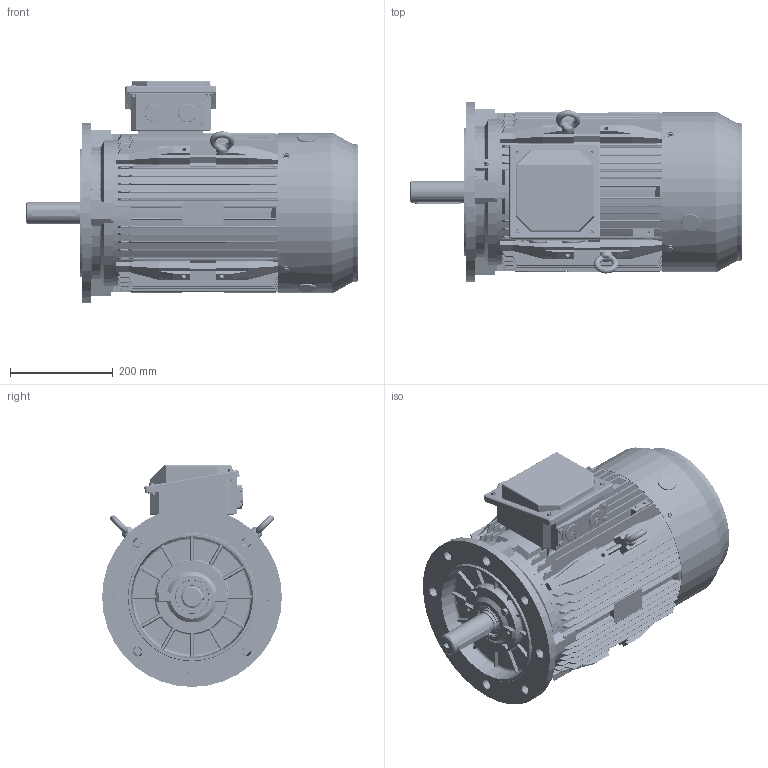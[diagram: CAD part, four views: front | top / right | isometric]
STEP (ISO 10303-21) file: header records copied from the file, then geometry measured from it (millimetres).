
FILE_DESCRIPTION (( 'STEP AP203' ), '1' );
FILE_NAME ('TC 160L B5 外形图（BUSCK）.STEP', '2019-03-19T07:05:22', ( 'abc' ), ( '' ), 'SwSTEP 2.0', 'SolidWorks 2008', '' );
FILE_SCHEMA (( 'CONFIG_CONTROL_DESIGN' ));
Products named in the file (30): TC 160 B3 端盖_默认; TC 160 轴承外盖DE_默认; TC 160 轴承内盖_默认; 油封45-65-8_默认; M8-30_默认; M8-60_默认; 平键12-8-90_默认; TC 160-180接线盒座 活动螺套板_默认; TC 160-180-TFC250T接线盒座 活动螺套板_默认; M6-20_默认; 螺塞M32_默认; M6x20_默认; TC 160L B5 外形图（BUSCK）; TC 160L 机座_默认; TC 160 轴承外盖NDE_默认; TC 160L转子_默认; TC 160L 轴_默认; 6309_默认; IE2 160风叶_默认; TC 160 风罩_默认; 铜油嘴_默认; 扣塞_默认; 8_默认; M6-10_默认; 吊环M10_默认; TC 160 B5 端盖_默认; TC 160-180 接线盒盖(借用NEMA250T接线盒盖)_默认; TC 160-180活动螺套板垫_默认; 160活动螺套板_默认; NEMA 250-280接线盒盖垫_默认
Assembly tree (58 placements, depth 3):
  TC 160L B5 外形图（BUSCK）
    M8-30_默认  x4
    M6-10_默认  x4
    TC 160 轴承内盖_默认  x2
    IE2 160风叶_默认
    吊环M10_默认  x2
    TC 160L 机座_默认
    8_默认  x8
    扣塞_默认  x2
    TC 160L转子_默认
      TC 160L 轴_默认
      6309_默认  x2
    油封45-65-8_默认  x2
    M8-60_默认  x4
    TC 160 轴承外盖DE_默认
    TC 160 风罩_默认
    TC 160 轴承外盖NDE_默认
    铜油嘴_默认  x2
    TC 160 B3 端盖_默认
    平键12-8-90_默认
    TC 160 B5 端盖_默认
    TC 160-180接线盒座 活动螺套板_默认
      螺塞M32_默认  x2
      M6-20_默认  x4
      160活动螺套板_默认
      TC 160-180-TFC250T接线盒座 活动螺套板_默认
      M6x20_默认  x4
      TC 160-180 接线盒盖(借用NEMA250T接线盒盖)_默认
      TC 160-180活动螺套板垫_默认
      NEMA 250-280接线盒盖垫_默认
Bounding box: 646.5 x 350 x 432.06 mm (x, y, z)
Volume: 9442845.8 mm3; surface area: 2919039.9 mm2
Topology: 58 solids, 59 shells, 6983 faces, 19928 edges, 13057 vertices
Faces by surface type: plane 3307, cylinder 2614, cone 462, torus 418, bspline 124, sphere 58
Entity records: 222088 total; most frequent: CARTESIAN_POINT 55754, ORIENTED_EDGE 34844, DIRECTION 33166, EDGE_CURVE 17422, AXIS2_PLACEMENT_3D 11656, VERTEX_POINT 11479, VECTOR 9854, LINE 9854
